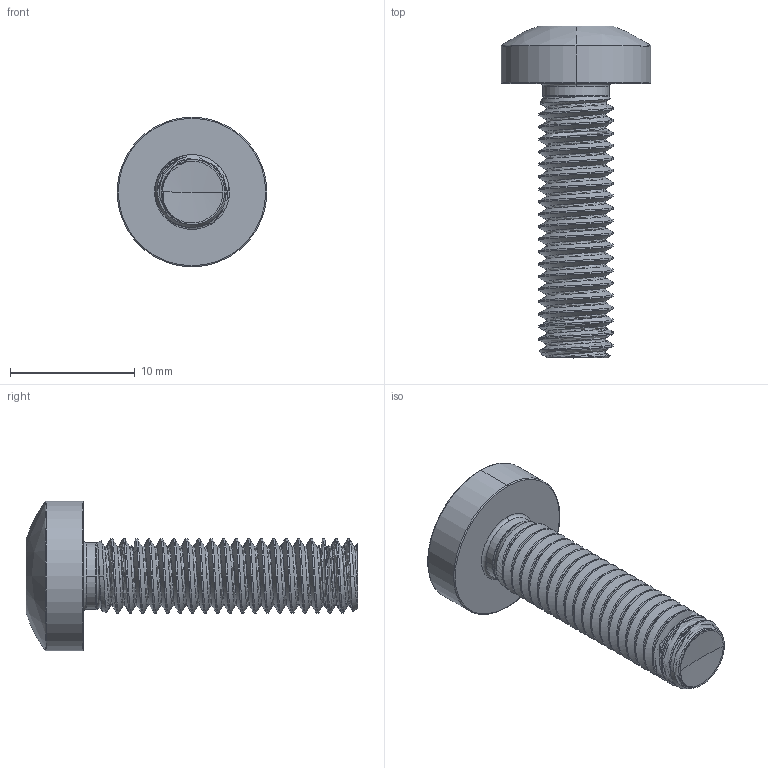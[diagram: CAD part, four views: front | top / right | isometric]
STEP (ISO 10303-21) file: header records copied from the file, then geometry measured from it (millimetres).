
FILE_DESCRIPTION (( 'STEP AP203' ), '1' );
FILE_NAME ('STM390600220.STEP', '2020-12-23T17:51:46', ( '' ), ( '' ), 'SwSTEP 2.0', 'SolidWorks 2015', '' );
FILE_SCHEMA (( 'CONFIG_CONTROL_DESIGN' ));
Length unit declared in the file: millimetre
Products named in the file (2): STM390600220
Bounding box: 12 x 26.6 x 12 mm (x, y, z)
Volume: 900.3 mm3; surface area: 1000.6 mm2
Topology: 1 solids, 1 shells, 114 faces, 300 edges, 188 vertices
Faces by surface type: cylinder 63, bspline 18, torus 13, cone 13, sphere 4, plane 3
Entity records: 24858 total; most frequent: CARTESIAN_POINT 22364, ORIENTED_EDGE 588, DIRECTION 390, EDGE_CURVE 294, VERTEX_POINT 186, AXIS2_PLACEMENT_3D 159, EDGE_LOOP 114, FACE_OUTER_BOUND 112
